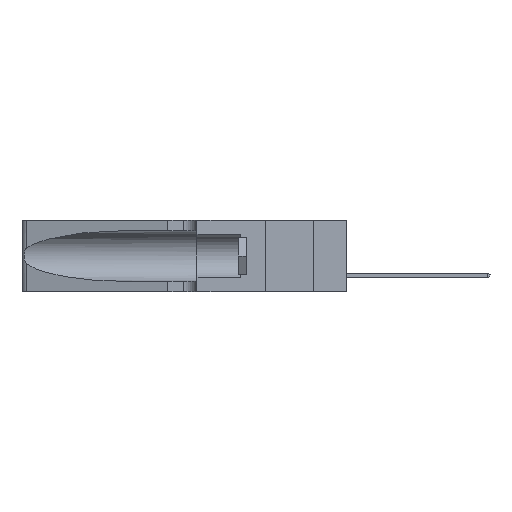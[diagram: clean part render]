
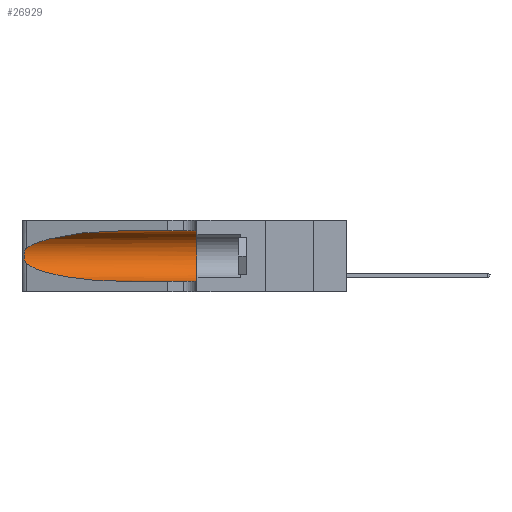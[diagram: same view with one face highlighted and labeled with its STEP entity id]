
A CAD part, left-side view. The second image highlights one B-rep face of the part: STEP entity #26929.
In plain terms, the highlighted cylindrical face has radius 3.308 mm (diameter 6.617 mm), a partial arc.
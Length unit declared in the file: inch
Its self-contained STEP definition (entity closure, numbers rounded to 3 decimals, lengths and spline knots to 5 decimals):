
#148 = DIRECTION ( 'NONE',  ( 0., 1., 0. ) ) ;
#859 = EDGE_CURVE ( 'NONE', #20781, #11359, #3438, .T. ) ;
#1684 = CYLINDRICAL_SURFACE ( 'NONE', #13980, 0.13025 ) ;
#1980 = CARTESIAN_POINT ( 'NONE',  ( 0.25789, 1.23486, 0.15765 ) ) ;
#2182 = CARTESIAN_POINT ( 'NONE',  ( 0.25639, 1.23184, 0.21858 ) ) ;
#2484 = CARTESIAN_POINT ( 'NONE',  ( 0.1305, 1.61858, 0.05475 ) ) ;
#2592 = CARTESIAN_POINT ( 'NONE',  ( 0.2373, 1.15595, 0.28018 ) ) ;
#3159 = VERTEX_POINT ( 'NONE', #13857 ) ;
#3438 =( BOUNDED_CURVE ( )  B_SPLINE_CURVE ( 3, ( #9795, #12244, #2592, #19550 ),
 .UNSPECIFIED., .F., .T. ) 
 B_SPLINE_CURVE_WITH_KNOTS ( ( 4, 4 ),
 ( 1.5708, 2.84003 ),
 .UNSPECIFIED. ) 
 CURVE ( )  GEOMETRIC_REPRESENTATION_ITEM ( )  RATIONAL_B_SPLINE_CURVE ( ( 1., 0.87, 0.87, 1. ) ) 
 REPRESENTATION_ITEM ( '' )  );
#4244 = EDGE_CURVE ( 'NONE', #28938, #3159, #13815, .T. ) ;
#4533 = CARTESIAN_POINT ( 'NONE',  ( 0.25487, 1.22718, 0.22369 ) ) ;
#4637 = CARTESIAN_POINT ( 'NONE',  ( 0.25854, 1.2359, 0.20912 ) ) ;
#4830 = CARTESIAN_POINT ( 'NONE',  ( 0.25487, 1.22718, 0.14631 ) ) ;
#4967 = ORIENTED_EDGE ( 'NONE', *, *, #859, .T. ) ;
#5050 = DIRECTION ( 'NONE',  ( 0., -1., 0. ) ) ;
#6850 = ORIENTED_EDGE ( 'NONE', *, *, #4244, .T. ) ;
#8350 = EDGE_LOOP ( 'NONE', ( #4967, #29465, #14567, #6850, #19576, #16711 ) ) ;
#8891 = CARTESIAN_POINT ( 'NONE',  ( 0.25487, 1.22718, 0.22369 ) ) ;
#9387 = CARTESIAN_POINT ( 'NONE',  ( 0.26075, 1.23896, 0.19203 ) ) ;
#9795 = CARTESIAN_POINT ( 'NONE',  ( 0.1305, 0.72297, 0.31525 ) ) ;
#9811 = CARTESIAN_POINT ( 'NONE',  ( 0.1305, 1.61858, 0.31525 ) ) ;
#10950 = DIRECTION ( 'NONE',  ( 0., -1., 0. ) ) ;
#11359 = VERTEX_POINT ( 'NONE', #8891 ) ;
#11805 = CARTESIAN_POINT ( 'NONE',  ( 0.25856, 1.23593, 0.16098 ) ) ;
#11916 = CARTESIAN_POINT ( 'NONE',  ( 0.26075, 1.23896, 0.178 ) ) ;
#12244 = CARTESIAN_POINT ( 'NONE',  ( 0.18966, 0.96281, 0.31525 ) ) ;
#13815 = LINE ( 'NONE', #2484, #15305 ) ;
#13857 = CARTESIAN_POINT ( 'NONE',  ( 0.1305, 0.35, 0.05475 ) ) ;
#13980 = AXIS2_PLACEMENT_3D ( 'NONE', #23167, #10950, #27707 ) ;
#14301 = EDGE_CURVE ( 'NONE', #21849, #28938, #22258, .T. ) ;
#14567 = ORIENTED_EDGE ( 'NONE', *, *, #14301, .T. ) ;
#14875 = CARTESIAN_POINT ( 'NONE',  ( 0.1305, 0.35, 0.185 ) ) ;
#15013 = VERTEX_POINT ( 'NONE', #28681 ) ;
#15305 = VECTOR ( 'NONE', #29110, 39.37008 ) ;
#15740 = EDGE_CURVE ( 'NONE', #11359, #21849, #27491, .T. ) ;
#16238 = AXIS2_PLACEMENT_3D ( 'NONE', #14875, #148, #19754 ) ;
#16711 = ORIENTED_EDGE ( 'NONE', *, *, #22684, .F. ) ;
#16895 = CARTESIAN_POINT ( 'NONE',  ( 0.25555, 1.22993, 0.14849 ) ) ;
#19550 = CARTESIAN_POINT ( 'NONE',  ( 0.25487, 1.22718, 0.22369 ) ) ;
#19576 = ORIENTED_EDGE ( 'NONE', *, *, #29684, .F. ) ;
#19754 = DIRECTION ( 'NONE',  ( 0., 0., 1. ) ) ;
#20781 = VERTEX_POINT ( 'NONE', #30757 ) ;
#21471 = CARTESIAN_POINT ( 'NONE',  ( 0.26018, 1.23835, 0.19895 ) ) ;
#21849 = VERTEX_POINT ( 'NONE', #27920 ) ;
#22258 =( BOUNDED_CURVE ( )  B_SPLINE_CURVE ( 3, ( #23039, #23268, #23370, #28238 ),
 .UNSPECIFIED., .F., .T. ) 
 B_SPLINE_CURVE_WITH_KNOTS ( ( 4, 4 ),
 ( 3.44316, 4.71239 ),
 .UNSPECIFIED. ) 
 CURVE ( )  GEOMETRIC_REPRESENTATION_ITEM ( )  RATIONAL_B_SPLINE_CURVE ( ( 1., 0.87, 0.87, 1. ) ) 
 REPRESENTATION_ITEM ( '' )  );
#22684 = EDGE_CURVE ( 'NONE', #20781, #15013, #30710, .T. ) ;
#23039 = CARTESIAN_POINT ( 'NONE',  ( 0.25487, 1.22718, 0.14631 ) ) ;
#23167 = CARTESIAN_POINT ( 'NONE',  ( 0.1305, 1.61858, 0.185 ) ) ;
#23268 = CARTESIAN_POINT ( 'NONE',  ( 0.2373, 1.15595, 0.08982 ) ) ;
#23370 = CARTESIAN_POINT ( 'NONE',  ( 0.18966, 0.96281, 0.05475 ) ) ;
#23668 = CIRCLE ( 'NONE', #16238, 0.13025 ) ;
#24234 = VECTOR ( 'NONE', #5050, 39.37008 ) ;
#26330 = CARTESIAN_POINT ( 'NONE',  ( 0.26017, 1.23833, 0.17102 ) ) ;
#26526 = CARTESIAN_POINT ( 'NONE',  ( 0.25555, 1.22994, 0.2215 ) ) ;
#26929 = ADVANCED_FACE ( 'NONE', ( #29342 ), #1684, .F. ) ;
#27491 = B_SPLINE_CURVE_WITH_KNOTS ( 'NONE', 3,
 ( #4533, #26526, #2182, #31437, #4637, #21471, #9387, #11916, #26330, #11805, #1980, #28582, #16895, #4830 ),
 .UNSPECIFIED., .F., .F.,
 ( 4, 2, 2, 2, 2, 2, 4 ),
 ( 0., 0.00027, 0.00053, 0.00107, 0.0016, 0.00187, 0.00214 ),
 .UNSPECIFIED. ) ;
#27707 = DIRECTION ( 'NONE',  ( 0., 0., -1. ) ) ;
#27810 = CARTESIAN_POINT ( 'NONE',  ( 0.1305, 0.72297, 0.05475 ) ) ;
#27920 = CARTESIAN_POINT ( 'NONE',  ( 0.25487, 1.22718, 0.14631 ) ) ;
#28238 = CARTESIAN_POINT ( 'NONE',  ( 0.1305, 0.72297, 0.05475 ) ) ;
#28582 = CARTESIAN_POINT ( 'NONE',  ( 0.25639, 1.23186, 0.15144 ) ) ;
#28681 = CARTESIAN_POINT ( 'NONE',  ( 0.1305, 0.35, 0.31525 ) ) ;
#28938 = VERTEX_POINT ( 'NONE', #27810 ) ;
#29110 = DIRECTION ( 'NONE',  ( 0., -1., 0. ) ) ;
#29342 = FACE_OUTER_BOUND ( 'NONE', #8350, .T. ) ;
#29465 = ORIENTED_EDGE ( 'NONE', *, *, #15740, .T. ) ;
#29684 = EDGE_CURVE ( 'NONE', #15013, #3159, #23668, .T. ) ;
#30710 = LINE ( 'NONE', #9811, #24234 ) ;
#30757 = CARTESIAN_POINT ( 'NONE',  ( 0.1305, 0.72297, 0.31525 ) ) ;
#31437 = CARTESIAN_POINT ( 'NONE',  ( 0.25787, 1.23484, 0.2124 ) ) ;
